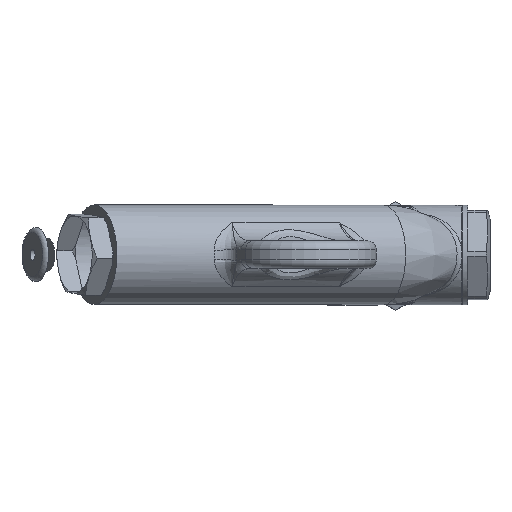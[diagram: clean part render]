
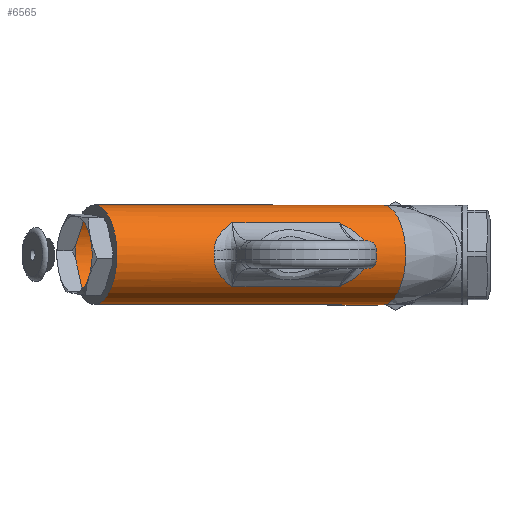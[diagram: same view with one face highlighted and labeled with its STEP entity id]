
A CAD part, top view. The second image highlights one B-rep face of the part: STEP entity #6565.
In plain terms, the highlighted cylindrical face has radius 9 mm (diameter 18 mm), a full revolution.
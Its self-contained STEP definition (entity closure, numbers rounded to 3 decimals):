
#72=ELLIPSE('',#7147,9.712,9.);
#73=ELLIPSE('',#7148,9.712,9.);
#358=CYLINDRICAL_SURFACE('',#7211,9.);
#408=FACE_BOUND('',#2309,.T.);
#509=B_SPLINE_CURVE_WITH_KNOTS('',3,(#13213,#13214,#13215,#13216,#13217,
#13218,#13219,#13220,#13221,#13222),.UNSPECIFIED.,.F.,.F.,(4,2,1,1,1,1,
4),(-0.88,-0.879,-0.703,-0.527,
-0.352,-0.176,0.),.UNSPECIFIED.);
#510=B_SPLINE_CURVE_WITH_KNOTS('',3,(#13224,#13225,#13226,#13227,#13228,
#13229,#13230,#13231,#13232,#13233,#13234,#13235),.UNSPECIFIED.,.F.,.F.,
(4,1,1,1,1,1,1,2,4),(-0.879,-0.527,-0.439,
-0.352,-0.264,-0.176,-0.088,
0.,0.001),.UNSPECIFIED.);
#511=B_SPLINE_CURVE_WITH_KNOTS('',3,(#13238,#13239,#13240,#13241,#13242,
#13243,#13244,#13245,#13246,#13247,#13248,#13249),.UNSPECIFIED.,.F.,.F.,
(4,2,1,1,1,1,1,1,4),(-0.88,-0.879,-0.703,
-0.527,-0.352,-0.264,-0.176,
-0.088,0.),.UNSPECIFIED.);
#512=B_SPLINE_CURVE_WITH_KNOTS('',3,(#13251,#13252,#13253,#13254,#13255,
#13256,#13257,#13258,#13259,#13260,#13261,#13262),.UNSPECIFIED.,.F.,.F.,
(4,1,1,1,1,1,1,2,4),(-0.879,-0.703,-0.615,
-0.527,-0.439,-0.352,-0.176,
0.,0.001),.UNSPECIFIED.);
#715=LINE('',#10272,#1032);
#756=LINE('',#12548,#1073);
#781=LINE('',#12988,#1098);
#787=LINE('',#13149,#1104);
#788=LINE('',#13211,#1105);
#1032=VECTOR('',#8138,10.);
#1073=VECTOR('',#8359,10.);
#1098=VECTOR('',#8540,10.);
#1104=VECTOR('',#8602,10.);
#1105=VECTOR('',#8613,9.);
#1865=FACE_OUTER_BOUND('',#2308,.T.);
#2308=EDGE_LOOP('',(#5411,#5412,#5413,#5414,#5415,#5416,#5417,#5418));
#2309=EDGE_LOOP('',(#5419,#5420,#5421,#5422,#5423,#5424,#5425,#5426));
#2666=CIRCLE('',#7079,9.);
#2744=CIRCLE('',#7212,9.);
#2745=CIRCLE('',#7213,9.);
#2746=CIRCLE('',#7214,9.);
#3075=VERTEX_POINT('',#10261);
#3077=VERTEX_POINT('',#10271);
#3099=VERTEX_POINT('',#10546);
#3160=VERTEX_POINT('',#12526);
#3184=VERTEX_POINT('',#12906);
#3208=VERTEX_POINT('',#12985);
#3209=VERTEX_POINT('',#12987);
#3218=VERTEX_POINT('',#13079);
#3221=VERTEX_POINT('',#13101);
#3225=VERTEX_POINT('',#13209);
#3226=VERTEX_POINT('',#13212);
#3227=VERTEX_POINT('',#13223);
#3228=VERTEX_POINT('',#13236);
#3229=VERTEX_POINT('',#13250);
#3721=EDGE_CURVE('',#3077,#3075,#715,.T.);
#3839=EDGE_CURVE('',#3099,#3077,#2666,.T.);
#3875=EDGE_CURVE('',#3160,#3099,#756,.T.);
#3920=EDGE_CURVE('',#3160,#3184,#72,.T.);
#3921=EDGE_CURVE('',#3184,#3075,#73,.T.);
#3954=EDGE_CURVE('',#3208,#3209,#781,.T.);
#3983=EDGE_CURVE('',#3218,#3221,#787,.T.);
#3986=EDGE_CURVE('',#3225,#3225,#2744,.T.);
#3987=EDGE_CURVE('',#3225,#3184,#788,.T.);
#3988=EDGE_CURVE('',#3209,#3226,#509,.T.);
#3989=EDGE_CURVE('',#3227,#3208,#510,.T.);
#3990=EDGE_CURVE('',#3228,#3227,#2745,.T.);
#3991=EDGE_CURVE('',#3221,#3228,#511,.T.);
#3992=EDGE_CURVE('',#3229,#3218,#512,.T.);
#3993=EDGE_CURVE('',#3226,#3229,#2746,.T.);
#5411=ORIENTED_EDGE('',*,*,#3986,.T.);
#5412=ORIENTED_EDGE('',*,*,#3987,.T.);
#5413=ORIENTED_EDGE('',*,*,#3920,.F.);
#5414=ORIENTED_EDGE('',*,*,#3875,.T.);
#5415=ORIENTED_EDGE('',*,*,#3839,.T.);
#5416=ORIENTED_EDGE('',*,*,#3721,.T.);
#5417=ORIENTED_EDGE('',*,*,#3921,.F.);
#5418=ORIENTED_EDGE('',*,*,#3987,.F.);
#5419=ORIENTED_EDGE('',*,*,#3988,.F.);
#5420=ORIENTED_EDGE('',*,*,#3954,.F.);
#5421=ORIENTED_EDGE('',*,*,#3989,.F.);
#5422=ORIENTED_EDGE('',*,*,#3990,.F.);
#5423=ORIENTED_EDGE('',*,*,#3991,.F.);
#5424=ORIENTED_EDGE('',*,*,#3983,.F.);
#5425=ORIENTED_EDGE('',*,*,#3992,.F.);
#5426=ORIENTED_EDGE('',*,*,#3993,.F.);
#6565=ADVANCED_FACE('',(#1865,#408),#358,.T.);
#7079=AXIS2_PLACEMENT_3D('',#12468,#8292,#8293);
#7147=AXIS2_PLACEMENT_3D('',#12907,#8462,#8463);
#7148=AXIS2_PLACEMENT_3D('',#12908,#8464,#8465);
#7211=AXIS2_PLACEMENT_3D('',#13208,#8609,#8610);
#7212=AXIS2_PLACEMENT_3D('',#13210,#8611,#8612);
#7213=AXIS2_PLACEMENT_3D('',#13237,#8614,#8615);
#7214=AXIS2_PLACEMENT_3D('',#13263,#8616,#8617);
#8138=DIRECTION('',(-0.891,0.,0.454));
#8292=DIRECTION('center_axis',(-0.891,0.,0.454));
#8293=DIRECTION('ref_axis',(0.454,0.,0.891));
#8359=DIRECTION('',(0.891,0.,-0.454));
#8462=DIRECTION('center_axis',(0.996,0.,
-0.086));
#8463=DIRECTION('ref_axis',(-0.086,0.,-0.996));
#8464=DIRECTION('center_axis',(0.996,0.,
-0.086));
#8465=DIRECTION('ref_axis',(-0.086,0.,-0.996));
#8540=DIRECTION('',(-0.891,0.,0.454));
#8602=DIRECTION('',(0.891,0.,-0.454));
#8609=DIRECTION('center_axis',(-0.891,0.,0.454));
#8610=DIRECTION('ref_axis',(0.454,0.,0.891));
#8611=DIRECTION('center_axis',(0.891,0.,-0.454));
#8612=DIRECTION('ref_axis',(0.454,0.,0.891));
#8613=DIRECTION('',(0.891,0.,-0.454));
#8614=DIRECTION('center_axis',(-0.891,0.,0.454));
#8615=DIRECTION('ref_axis',(0.454,0.,0.891));
#8616=DIRECTION('center_axis',(0.891,0.,-0.454));
#8617=DIRECTION('ref_axis',(0.454,0.,0.891));
#10261=CARTESIAN_POINT('',(-47.054,9.,130.475));
#10271=CARTESIAN_POINT('',(1.971,9.,105.496));
#10272=CARTESIAN_POINT('',(-24.862,9.,119.168));
#10546=CARTESIAN_POINT('',(1.971,-9.,105.496));
#12468=CARTESIAN_POINT('Origin',(1.971,0.,105.496));
#12526=CARTESIAN_POINT('',(-47.054,-9.,130.475));
#12548=CARTESIAN_POINT('',(-24.862,-9.,119.168));
#12906=CARTESIAN_POINT('',(-47.888,0.,120.799));
#12907=CARTESIAN_POINT('Origin',(-47.054,0.,130.475));
#12908=CARTESIAN_POINT('Origin',(-47.054,0.,130.475));
#12985=CARTESIAN_POINT('',(-5.872,5.75,117.263));
#12987=CARTESIAN_POINT('',(-25.296,5.75,127.16));
#12988=CARTESIAN_POINT('',(-21.719,5.75,125.337));
#13079=CARTESIAN_POINT('',(-25.296,-5.75,127.16));
#13101=CARTESIAN_POINT('',(-5.872,-5.75,117.263));
#13149=CARTESIAN_POINT('',(-21.719,-5.75,125.337));
#13208=CARTESIAN_POINT('Origin',(-24.862,0.,119.168));
#13209=CARTESIAN_POINT('',(-54.237,0.,124.035));
#13210=CARTESIAN_POINT('Origin',(-50.151,0.,132.054));
#13211=CARTESIAN_POINT('',(-28.948,0.,111.149));
#13212=CARTESIAN_POINT('',(-28.469,0.803,131.066));
#13213=CARTESIAN_POINT('Ctrl Pts',(-25.296,5.75,127.16));
#13214=CARTESIAN_POINT('Ctrl Pts',(-25.298,5.749,127.162));
#13215=CARTESIAN_POINT('Ctrl Pts',(-25.3,5.747,127.164));
#13216=CARTESIAN_POINT('Ctrl Pts',(-25.597,5.515,127.532));
#13217=CARTESIAN_POINT('Ctrl Pts',(-26.202,5.03,128.248));
#13218=CARTESIAN_POINT('Ctrl Pts',(-27.069,4.211,129.243));
#13219=CARTESIAN_POINT('Ctrl Pts',(-27.821,3.252,130.121));
#13220=CARTESIAN_POINT('Ctrl Pts',(-28.362,2.113,130.805));
#13221=CARTESIAN_POINT('Ctrl Pts',(-28.486,1.241,131.031));
#13222=CARTESIAN_POINT('Ctrl Pts',(-28.469,0.803,
131.066));
#13223=CARTESIAN_POINT('',(-0.847,0.803,116.993));
#13224=CARTESIAN_POINT('Ctrl Pts',(-0.847,0.803,
116.993));
#13225=CARTESIAN_POINT('Ctrl Pts',(-0.883,1.678,
116.923));
#13226=CARTESIAN_POINT('Ctrl Pts',(-1.485,2.729,116.929));
#13227=CARTESIAN_POINT('Ctrl Pts',(-2.571,3.73,117.007));
#13228=CARTESIAN_POINT('Ctrl Pts',(-3.165,4.192,117.056));
#13229=CARTESIAN_POINT('Ctrl Pts',(-3.803,4.619,117.111));
#13230=CARTESIAN_POINT('Ctrl Pts',(-4.471,5.018,117.168));
#13231=CARTESIAN_POINT('Ctrl Pts',(-5.162,5.394,117.221));
#13232=CARTESIAN_POINT('Ctrl Pts',(-5.63,5.63,117.251));
#13233=CARTESIAN_POINT('Ctrl Pts',(-5.867,5.747,117.263));
#13234=CARTESIAN_POINT('Ctrl Pts',(-5.87,5.749,117.263));
#13235=CARTESIAN_POINT('Ctrl Pts',(-5.872,5.75,117.263));
#13236=CARTESIAN_POINT('',(-0.847,-0.803,116.993));
#13237=CARTESIAN_POINT('Origin',(-4.917,0.,109.006));
#13238=CARTESIAN_POINT('Ctrl Pts',(-5.872,-5.75,117.263));
#13239=CARTESIAN_POINT('Ctrl Pts',(-5.87,-5.749,
117.263));
#13240=CARTESIAN_POINT('Ctrl Pts',(-5.867,-5.747,
117.263));
#13241=CARTESIAN_POINT('Ctrl Pts',(-5.395,-5.515,
117.239));
#13242=CARTESIAN_POINT('Ctrl Pts',(-4.46,-5.031,
117.17));
#13243=CARTESIAN_POINT('Ctrl Pts',(-3.144,-4.21,
117.053));
#13244=CARTESIAN_POINT('Ctrl Pts',(-2.187,-3.416,116.977));
#13245=CARTESIAN_POINT('Ctrl Pts',(-1.556,-2.682,
116.943));
#13246=CARTESIAN_POINT('Ctrl Pts',(-1.184,-2.094,116.936));
#13247=CARTESIAN_POINT('Ctrl Pts',(-0.929,-1.462,
116.949));
#13248=CARTESIAN_POINT('Ctrl Pts',(-0.856,-1.022,
116.975));
#13249=CARTESIAN_POINT('Ctrl Pts',(-0.847,-0.803,
116.993));
#13250=CARTESIAN_POINT('',(-28.469,-0.803,131.066));
#13251=CARTESIAN_POINT('Ctrl Pts',(-28.469,-0.803,
131.066));
#13252=CARTESIAN_POINT('Ctrl Pts',(-28.486,-1.241,
131.031));
#13253=CARTESIAN_POINT('Ctrl Pts',(-28.392,-1.898,
130.86));
#13254=CARTESIAN_POINT('Ctrl Pts',(-28.092,-2.682,
130.463));
#13255=CARTESIAN_POINT('Ctrl Pts',(-27.794,-3.232,130.096));
#13256=CARTESIAN_POINT('Ctrl Pts',(-27.444,-3.733,
129.681));
#13257=CARTESIAN_POINT('Ctrl Pts',(-26.925,-4.347,
129.078));
#13258=CARTESIAN_POINT('Ctrl Pts',(-26.201,-5.031,
128.247));
#13259=CARTESIAN_POINT('Ctrl Pts',(-25.597,-5.515,
127.532));
#13260=CARTESIAN_POINT('Ctrl Pts',(-25.3,-5.747,
127.164));
#13261=CARTESIAN_POINT('Ctrl Pts',(-25.298,-5.749,
127.162));
#13262=CARTESIAN_POINT('Ctrl Pts',(-25.296,-5.75,
127.16));
#13263=CARTESIAN_POINT('Origin',(-32.538,0.,123.079));
